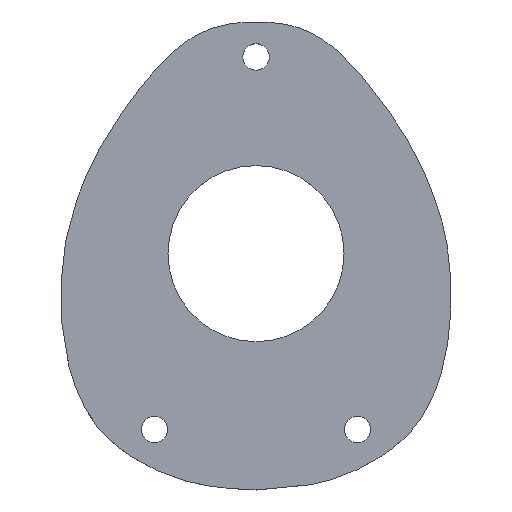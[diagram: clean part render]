
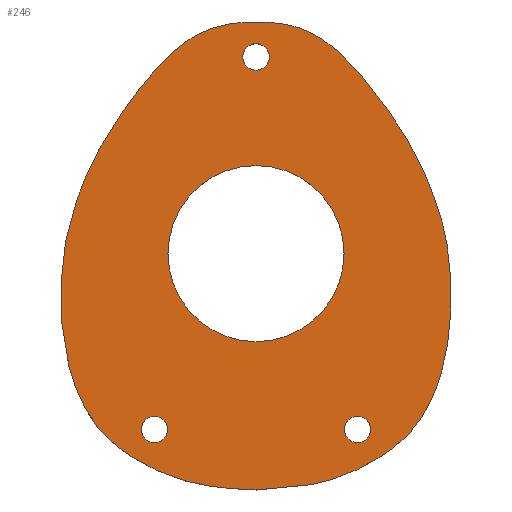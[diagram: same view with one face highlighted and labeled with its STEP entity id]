
A CAD part, top view. The second image highlights one B-rep face of the part: STEP entity #246.
In plain terms, the highlighted planar face has unit normal (0, 0, 1).
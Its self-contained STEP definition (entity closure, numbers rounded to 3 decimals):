
#15=FACE_BOUND('',#68,.T.);
#16=FACE_BOUND('',#69,.T.);
#17=FACE_BOUND('',#70,.T.);
#18=FACE_BOUND('',#71,.T.);
#23=PLANE('',#277);
#26=B_SPLINE_CURVE_WITH_KNOTS('',3,(#374,#375,#376,#377,#378,#379),
 .UNSPECIFIED.,.F.,.F.,(4,2,4),(-1.096,-0.531,0.),
 .UNSPECIFIED.);
#28=B_SPLINE_CURVE_WITH_KNOTS('',3,(#425,#426,#427,#428,#429,#430,#431,
#432,#433,#434,#435,#436,#437,#438),.UNSPECIFIED.,.F.,.F.,(4,2,2,2,2,2,
4),(-5.267,-4.706,-4.095,-3.251,
-2.281,-1.117,0.),.UNSPECIFIED.);
#30=B_SPLINE_CURVE_WITH_KNOTS('',3,(#484,#485,#486,#487,#488,#489,#490,
#491,#492,#493,#494,#495,#496,#497),.UNSPECIFIED.,.F.,.F.,(4,2,2,2,2,2,
4),(-4.002,-3.579,-3.102,-2.702,
-2.325,-1.57,0.),.UNSPECIFIED.);
#32=B_SPLINE_CURVE_WITH_KNOTS('',3,(#519,#520,#521,#522,#523,#524),
 .UNSPECIFIED.,.F.,.F.,(4,2,4),(-1.123,-0.579,0.),
 .UNSPECIFIED.);
#34=B_SPLINE_CURVE_WITH_KNOTS('',3,(#554,#555,#556,#557,#558,#559,#560,
#561,#562,#563),.UNSPECIFIED.,.F.,.F.,(4,3,3,4),(-4.459,-3.974,
-1.947,0.),.UNSPECIFIED.);
#36=B_SPLINE_CURVE_WITH_KNOTS('',3,(#597,#598,#599,#600,#601,#602,#603,
#604,#605,#606),.UNSPECIFIED.,.F.,.F.,(4,3,3,4),(-3.226,-1.678,
-0.779,-0.356),.UNSPECIFIED.);
#54=FACE_OUTER_BOUND('',#67,.T.);
#67=EDGE_LOOP('',(#208,#209,#210,#211,#212,#213,#214));
#68=EDGE_LOOP('',(#215));
#69=EDGE_LOOP('',(#216));
#70=EDGE_LOOP('',(#217));
#71=EDGE_LOOP('',(#218));
#99=CIRCLE('',#263,1.5);
#101=CIRCLE('',#266,1.5);
#103=CIRCLE('',#269,10.);
#105=CIRCLE('',#272,1.5);
#108=CIRCLE('',#276,19.041);
#109=VERTEX_POINT('',#328);
#111=VERTEX_POINT('',#334);
#113=VERTEX_POINT('',#340);
#115=VERTEX_POINT('',#346);
#119=VERTEX_POINT('',#371);
#120=VERTEX_POINT('',#373);
#122=VERTEX_POINT('',#424);
#124=VERTEX_POINT('',#483);
#126=VERTEX_POINT('',#518);
#128=VERTEX_POINT('',#553);
#130=VERTEX_POINT('',#568);
#131=EDGE_CURVE('',#109,#109,#99,.T.);
#134=EDGE_CURVE('',#111,#111,#101,.T.);
#137=EDGE_CURVE('',#113,#113,#103,.T.);
#140=EDGE_CURVE('',#115,#115,#105,.T.);
#145=EDGE_CURVE('',#120,#119,#26,.T.);
#148=EDGE_CURVE('',#122,#120,#28,.T.);
#151=EDGE_CURVE('',#124,#122,#30,.T.);
#154=EDGE_CURVE('',#126,#124,#32,.T.);
#157=EDGE_CURVE('',#128,#126,#34,.T.);
#160=EDGE_CURVE('',#130,#128,#108,.T.);
#163=EDGE_CURVE('',#119,#130,#36,.T.);
#208=ORIENTED_EDGE('',*,*,#163,.T.);
#209=ORIENTED_EDGE('',*,*,#160,.T.);
#210=ORIENTED_EDGE('',*,*,#157,.T.);
#211=ORIENTED_EDGE('',*,*,#154,.T.);
#212=ORIENTED_EDGE('',*,*,#151,.T.);
#213=ORIENTED_EDGE('',*,*,#148,.T.);
#214=ORIENTED_EDGE('',*,*,#145,.T.);
#215=ORIENTED_EDGE('',*,*,#140,.T.);
#216=ORIENTED_EDGE('',*,*,#137,.T.);
#217=ORIENTED_EDGE('',*,*,#134,.T.);
#218=ORIENTED_EDGE('',*,*,#131,.T.);
#246=ADVANCED_FACE('',(#54,#15,#16,#17,#18),#23,.T.);
#263=AXIS2_PLACEMENT_3D('',#329,#283,#284);
#266=AXIS2_PLACEMENT_3D('',#335,#290,#291);
#269=AXIS2_PLACEMENT_3D('',#341,#297,#298);
#272=AXIS2_PLACEMENT_3D('',#347,#304,#305);
#276=AXIS2_PLACEMENT_3D('',#569,#319,#320);
#277=AXIS2_PLACEMENT_3D('',#607,#322,#323);
#283=DIRECTION('center_axis',(0.,0.,-1.));
#284=DIRECTION('ref_axis',(-1.,0.,0.));
#290=DIRECTION('center_axis',(0.,0.,-1.));
#291=DIRECTION('ref_axis',(-1.,0.,0.));
#297=DIRECTION('center_axis',(0.,0.,-1.));
#298=DIRECTION('ref_axis',(-1.,0.,0.));
#304=DIRECTION('center_axis',(0.,0.,-1.));
#305=DIRECTION('ref_axis',(-1.,0.,0.));
#319=DIRECTION('center_axis',(0.,0.,1.));
#320=DIRECTION('ref_axis',(0.158,0.988,0.));
#322=DIRECTION('center_axis',(0.,0.,1.));
#323=DIRECTION('ref_axis',(-1.,0.,0.));
#328=CARTESIAN_POINT('',(-10.03,-19.971,131.4));
#329=CARTESIAN_POINT('Origin',(-11.53,-19.971,131.4));
#334=CARTESIAN_POINT('',(13.03,-19.971,131.4));
#335=CARTESIAN_POINT('Origin',(11.53,-19.971,131.4));
#340=CARTESIAN_POINT('',(10.,0.,131.4));
#341=CARTESIAN_POINT('Origin',(0.,0.,131.4));
#346=CARTESIAN_POINT('',(1.5,22.333,131.4));
#347=CARTESIAN_POINT('Origin',(0.,22.333,131.4));
#371=CARTESIAN_POINT('',(15.203,15.997,131.4));
#373=CARTESIAN_POINT('',(20.365,6.065,131.4));
#374=CARTESIAN_POINT('Ctrl Pts',(20.365,6.065,131.4));
#375=CARTESIAN_POINT('Ctrl Pts',(19.76,7.898,131.4));
#376=CARTESIAN_POINT('Ctrl Pts',(18.947,9.699,131.4));
#377=CARTESIAN_POINT('Ctrl Pts',(17.208,12.961,131.4));
#378=CARTESIAN_POINT('Ctrl Pts',(16.228,14.554,131.4));
#379=CARTESIAN_POINT('Ctrl Pts',(15.203,15.997,131.4));
#424=CARTESIAN_POINT('',(0.,-26.839,131.4));
#425=CARTESIAN_POINT('Ctrl Pts',(0.,-26.839,
131.4));
#426=CARTESIAN_POINT('Ctrl Pts',(3.718,-26.734,131.4));
#427=CARTESIAN_POINT('Ctrl Pts',(6.299,-26.34,131.4));
#428=CARTESIAN_POINT('Ctrl Pts',(10.753,-25.016,131.4));
#429=CARTESIAN_POINT('Ctrl Pts',(12.62,-24.003,131.4));
#430=CARTESIAN_POINT('Ctrl Pts',(15.678,-22.11,131.4));
#431=CARTESIAN_POINT('Ctrl Pts',(16.855,-21.052,131.4));
#432=CARTESIAN_POINT('Ctrl Pts',(18.795,-18.767,131.4));
#433=CARTESIAN_POINT('Ctrl Pts',(19.912,-17.024,131.4));
#434=CARTESIAN_POINT('Ctrl Pts',(21.816,-11.234,131.4));
#435=CARTESIAN_POINT('Ctrl Pts',(22.214,-7.608,131.4));
#436=CARTESIAN_POINT('Ctrl Pts',(22.121,-1.097,131.4));
#437=CARTESIAN_POINT('Ctrl Pts',(21.657,2.574,131.4));
#438=CARTESIAN_POINT('Ctrl Pts',(20.365,6.065,131.4));
#483=CARTESIAN_POINT('',(-20.365,6.065,131.4));
#484=CARTESIAN_POINT('Ctrl Pts',(-20.365,6.065,131.4));
#485=CARTESIAN_POINT('Ctrl Pts',(-21.194,3.826,131.4));
#486=CARTESIAN_POINT('Ctrl Pts',(-21.703,1.449,131.4));
#487=CARTESIAN_POINT('Ctrl Pts',(-22.253,-3.593,131.4));
#488=CARTESIAN_POINT('Ctrl Pts',(-22.239,-6.39,131.4));
#489=CARTESIAN_POINT('Ctrl Pts',(-21.658,-11.269,131.4));
#490=CARTESIAN_POINT('Ctrl Pts',(-21.131,-13.839,131.4));
#491=CARTESIAN_POINT('Ctrl Pts',(-19.072,-18.497,131.4));
#492=CARTESIAN_POINT('Ctrl Pts',(-17.884,-19.949,131.4));
#493=CARTESIAN_POINT('Ctrl Pts',(-14.89,-22.87,131.4));
#494=CARTESIAN_POINT('Ctrl Pts',(-12.396,-24.12,131.4));
#495=CARTESIAN_POINT('Ctrl Pts',(-8.306,-25.969,131.4));
#496=CARTESIAN_POINT('Ctrl Pts',(-5.231,-26.691,131.4));
#497=CARTESIAN_POINT('Ctrl Pts',(0.,-26.839,
131.4));
#518=CARTESIAN_POINT('',(-15.203,15.997,131.4));
#519=CARTESIAN_POINT('Ctrl Pts',(-15.203,15.997,131.4));
#520=CARTESIAN_POINT('Ctrl Pts',(-16.228,14.554,131.4));
#521=CARTESIAN_POINT('Ctrl Pts',(-17.208,12.961,131.4));
#522=CARTESIAN_POINT('Ctrl Pts',(-18.947,9.699,131.4));
#523=CARTESIAN_POINT('Ctrl Pts',(-19.76,7.898,131.4));
#524=CARTESIAN_POINT('Ctrl Pts',(-20.365,6.065,131.4));
#553=CARTESIAN_POINT('',(-3.,26.096,131.4));
#554=CARTESIAN_POINT('Ctrl Pts',(-3.,26.096,131.4));
#555=CARTESIAN_POINT('Ctrl Pts',(-3.478,26.018,131.4));
#556=CARTESIAN_POINT('Ctrl Pts',(-3.869,25.929,131.4));
#557=CARTESIAN_POINT('Ctrl Pts',(-4.183,25.847,131.4));
#558=CARTESIAN_POINT('Ctrl Pts',(-5.496,25.506,131.4));
#559=CARTESIAN_POINT('Ctrl Pts',(-6.687,24.957,131.4));
#560=CARTESIAN_POINT('Ctrl Pts',(-7.889,24.118,131.4));
#561=CARTESIAN_POINT('Ctrl Pts',(-9.043,23.312,131.4));
#562=CARTESIAN_POINT('Ctrl Pts',(-11.525,21.344,131.4));
#563=CARTESIAN_POINT('Ctrl Pts',(-15.203,15.997,131.4));
#568=CARTESIAN_POINT('',(3.,26.096,131.4));
#569=CARTESIAN_POINT('Origin',(0.,7.293,131.4));
#597=CARTESIAN_POINT('Ctrl Pts',(15.203,15.997,131.4));
#598=CARTESIAN_POINT('Ctrl Pts',(13.702,18.179,131.4));
#599=CARTESIAN_POINT('Ctrl Pts',(11.556,21.05,131.4));
#600=CARTESIAN_POINT('Ctrl Pts',(9.207,23.086,131.4));
#601=CARTESIAN_POINT('Ctrl Pts',(7.842,24.268,131.4));
#602=CARTESIAN_POINT('Ctrl Pts',(6.593,25.007,131.4));
#603=CARTESIAN_POINT('Ctrl Pts',(5.33,25.484,131.4));
#604=CARTESIAN_POINT('Ctrl Pts',(4.735,25.708,131.4));
#605=CARTESIAN_POINT('Ctrl Pts',(3.981,25.936,131.4));
#606=CARTESIAN_POINT('Ctrl Pts',(3.,26.096,131.4));
#607=CARTESIAN_POINT('Origin',(-0.022,-0.258,131.4));
